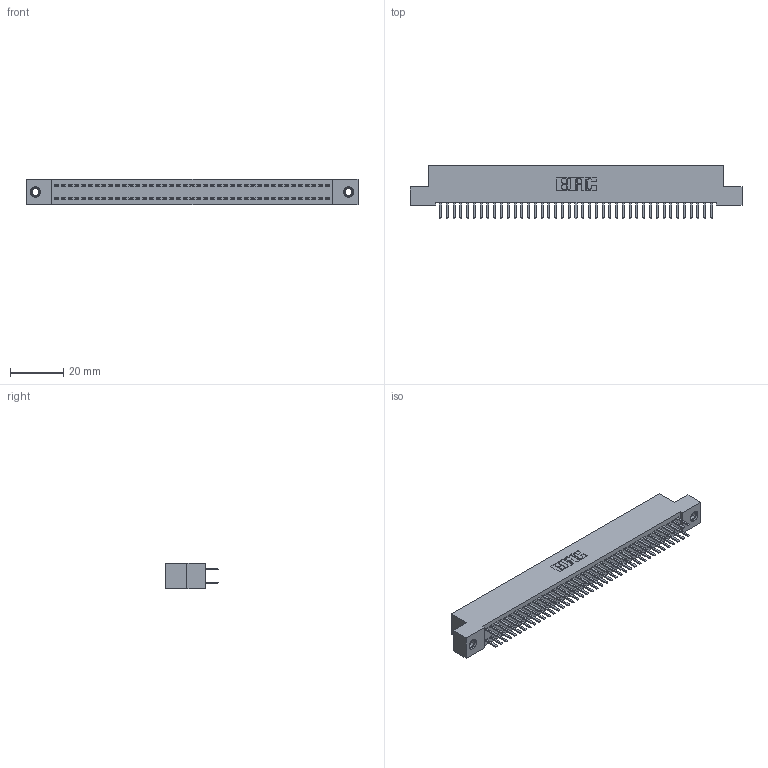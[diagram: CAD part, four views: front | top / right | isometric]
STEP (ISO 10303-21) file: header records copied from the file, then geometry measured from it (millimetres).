
FILE_DESCRIPTION (( 'STEP AP203' ), '1' );
FILE_NAME ('342-082-520-207.STEP', '2019-10-04T11:59:33', ( '' ), ( '' ), 'SwSTEP 2.0', 'SolidWorks 2016', '' );
FILE_SCHEMA (( 'CONFIG_CONTROL_DESIGN' ));
Length unit declared in the file: inch
Products named in the file (4): 342 Part_TI; 345-292-001_345-293-120; 345-250-001_345-250-005-103; 342-082-520-207
Assembly tree (85 placements, depth 2):
  342-082-520-207
    342 Part_TI
    345-292-001_345-293-120  x82
    345-250-001_345-250-005-103  x2
Bounding box: 124.46 x 20.02 x 9.4 mm (x, y, z)
Volume: 11129.2 mm3; surface area: 18031.7 mm2
Topology: 85 solids, 85 shells, 4762 faces, 13801 edges, 8974 vertices
Faces by surface type: plane 3214, cylinder 1532, cone 12, torus 4
Entity records: 27674 total; most frequent: CARTESIAN_POINT 4581, ORIENTED_EDGE 4498, DIRECTION 3935, EDGE_CURVE 2249, VECTOR 2097, LINE 2097, VERTEX_POINT 1492, AXIS2_PLACEMENT_3D 919
